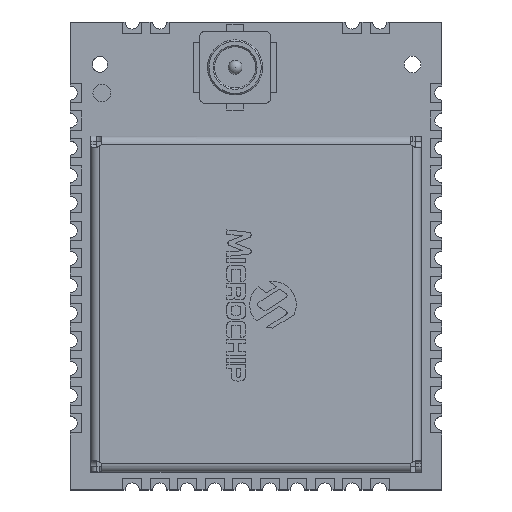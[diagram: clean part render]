
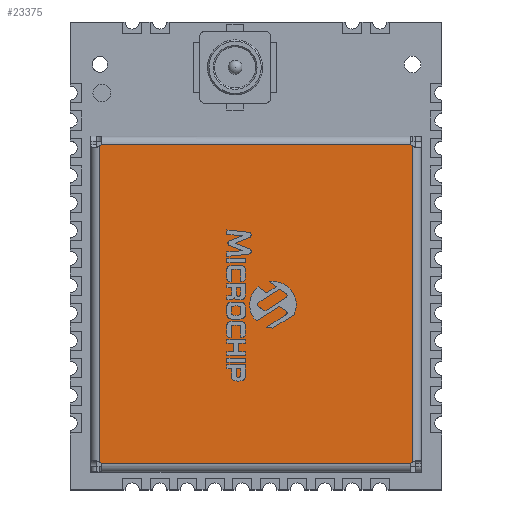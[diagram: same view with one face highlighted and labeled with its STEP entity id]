
A CAD part, top view. The second image highlights one B-rep face of the part: STEP entity #23375.
In plain terms, the highlighted planar face has unit normal (0, 0, 1).
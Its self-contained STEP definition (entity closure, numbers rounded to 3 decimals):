
#603=CIRCLE('',#25137,0.2);
#604=CIRCLE('',#25139,0.2);
#605=CIRCLE('',#25140,0.2);
#606=CIRCLE('',#25141,0.2);
#1791=FACE_OUTER_BOUND('',#3048,.T.);
#3048=EDGE_LOOP('',(#20264,#20265,#20266,#20267,#20268,#20269,#20270,#20271));
#5868=LINE('',#37157,#8823);
#5870=LINE('',#37178,#8825);
#5871=LINE('',#37182,#8826);
#5872=LINE('',#37185,#8827);
#8823=VECTOR('',#30494,10.);
#8825=VECTOR('',#30504,10.);
#8826=VECTOR('',#30507,10.);
#8827=VECTOR('',#30510,10.);
#11065=VERTEX_POINT('',#37149);
#11066=VERTEX_POINT('',#37156);
#11067=VERTEX_POINT('',#37166);
#11068=VERTEX_POINT('',#37175);
#11069=VERTEX_POINT('',#37177);
#11070=VERTEX_POINT('',#37179);
#11071=VERTEX_POINT('',#37181);
#11072=VERTEX_POINT('',#37183);
#14213=EDGE_CURVE('',#11065,#11066,#5868,.T.);
#14216=EDGE_CURVE('',#11067,#11066,#603,.T.);
#14218=EDGE_CURVE('',#11065,#11068,#604,.T.);
#14219=EDGE_CURVE('',#11069,#11068,#5870,.T.);
#14220=EDGE_CURVE('',#11069,#11070,#605,.T.);
#14221=EDGE_CURVE('',#11071,#11070,#5871,.T.);
#14222=EDGE_CURVE('',#11071,#11072,#606,.T.);
#14223=EDGE_CURVE('',#11067,#11072,#5872,.T.);
#20264=ORIENTED_EDGE('',*,*,#14213,.F.);
#20265=ORIENTED_EDGE('',*,*,#14218,.T.);
#20266=ORIENTED_EDGE('',*,*,#14219,.F.);
#20267=ORIENTED_EDGE('',*,*,#14220,.T.);
#20268=ORIENTED_EDGE('',*,*,#14221,.F.);
#20269=ORIENTED_EDGE('',*,*,#14222,.T.);
#20270=ORIENTED_EDGE('',*,*,#14223,.F.);
#20271=ORIENTED_EDGE('',*,*,#14216,.T.);
#22196=PLANE('',#25138);
#23375=ADVANCED_FACE('',(#1791),#22196,.T.);
#25137=AXIS2_PLACEMENT_3D('',#37167,#30498,#30499);
#25138=AXIS2_PLACEMENT_3D('',#37174,#30500,#30501);
#25139=AXIS2_PLACEMENT_3D('',#37176,#30502,#30503);
#25140=AXIS2_PLACEMENT_3D('',#37180,#30505,#30506);
#25141=AXIS2_PLACEMENT_3D('',#37184,#30508,#30509);
#30494=DIRECTION('',(-1.,0.,0.));
#30498=DIRECTION('center_axis',(0.,0.,-1.));
#30499=DIRECTION('ref_axis',(1.,0.,0.));
#30500=DIRECTION('center_axis',(0.,0.,1.));
#30501=DIRECTION('ref_axis',(1.,0.,0.));
#30502=DIRECTION('center_axis',(0.,0.,-1.));
#30503=DIRECTION('ref_axis',(0.,1.,0.));
#30504=DIRECTION('',(0.,-1.,0.));
#30505=DIRECTION('center_axis',(0.,0.,-1.));
#30506=DIRECTION('ref_axis',(-1.,0.,0.));
#30507=DIRECTION('',(1.,0.,0.));
#30508=DIRECTION('center_axis',(0.,0.,-1.));
#30509=DIRECTION('ref_axis',(0.,-1.,0.));
#30510=DIRECTION('',(0.,1.,0.));
#37149=CARTESIAN_POINT('',(5.627,-7.55,2.8));
#37156=CARTESIAN_POINT('',(-5.627,-7.55,2.8));
#37157=CARTESIAN_POINT('',(-3.,-7.55,2.8));
#37166=CARTESIAN_POINT('',(-5.7,-7.477,2.8));
#37167=CARTESIAN_POINT('Origin',(-5.8,-7.65,2.8));
#37174=CARTESIAN_POINT('Origin',(0.,-1.75,2.8));
#37175=CARTESIAN_POINT('',(5.7,-7.477,2.8));
#37176=CARTESIAN_POINT('Origin',(5.8,-7.65,2.8));
#37177=CARTESIAN_POINT('',(5.7,3.977,2.8));
#37178=CARTESIAN_POINT('',(5.7,-4.8,2.8));
#37179=CARTESIAN_POINT('',(5.627,4.05,2.8));
#37180=CARTESIAN_POINT('Origin',(5.8,4.15,2.8));
#37181=CARTESIAN_POINT('',(-5.627,4.05,2.8));
#37182=CARTESIAN_POINT('',(3.,4.05,2.8));
#37183=CARTESIAN_POINT('',(-5.7,3.977,2.8));
#37184=CARTESIAN_POINT('Origin',(-5.8,4.15,2.8));
#37185=CARTESIAN_POINT('',(-5.7,1.3,2.8));
